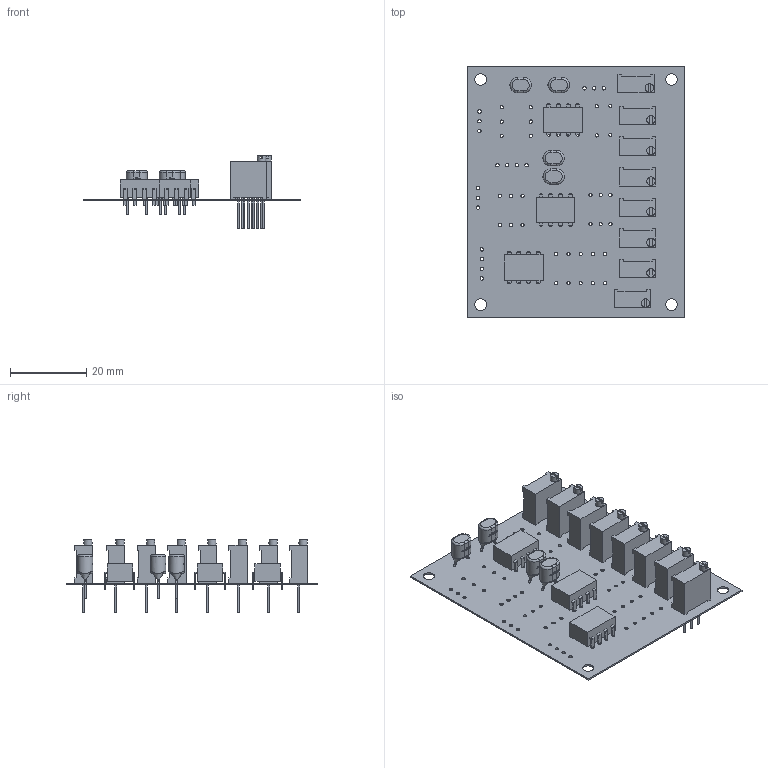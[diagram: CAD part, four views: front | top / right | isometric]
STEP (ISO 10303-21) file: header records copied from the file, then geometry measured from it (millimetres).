
FILE_DESCRIPTION(('Open CASCADE Model'),'2;1');
FILE_NAME('Open CASCADE Shape Model','2023-05-26T21:28:18',('Author'),( 'Open CASCADE'),'Open CASCADE STEP processor 7.5','Open CASCADE 7.5' ,'Unknown');
FILE_SCHEMA(('AUTOMOTIVE_DESIGN { 1 0 10303 214 1 1 1 1 }'));
Length unit declared in the file: millimetre
Products named in the file (31): PCB; Board; Open CASCADE STEP translator 7.5 1.1.1; C2; Cap_Murata_RCER71E106K3M1H03A_eec; Body; Leads; Logo; vr8; 5960370816; vr7; vr6; vr5; vr4; vr3; vr2; vr1; U3; 5952093920; Extruded; 5952094560; 5952105600; 5952106480; U2; U1; c4; c3; c1
Assembly tree (111 placements, depth 4):
  PCB
    Board
      Open CASCADE STEP translator 7.5 1.1.1
    C2
      Cap_Murata_RCER71E106K3M1H03A_eec
        Body
        Leads
        Logo
    vr8
      5960370816
    vr7
      5960370816
    vr6
      5960370816
    vr5
      5960370816
    vr4
      5960370816
    vr3
      5960370816
    vr2
      5960370816
    vr1
      5960370816
    U3
      5952093920
        Extruded
      5952094560  x8
        Extruded
      5952105600  x8
        Extruded
      5952106480  x8
        Extruded
    U2
      5952093920
        Extruded
      5952094560  x8
        Extruded
      5952105600  x8
        Extruded
      5952106480  x8
        Extruded
    U1
      5952093920
        Extruded
      5952094560  x8
        Extruded
      5952105600  x8
        Extruded
      5952106480  x8
        Extruded
    c4
      Cap_Murata_RCER71E106K3M1H03A_eec
        Body
        Leads
        Logo
    c3
      Cap_Murata_RCER71E106K3M1H03A_eec
        Body
        Leads
Bounding box: 57 x 66 x 19.27 mm (x, y, z)
Volume: 6173.9 mm3; surface area: 12974.9 mm2
Topology: 132 solids, 132 shells, 2789 faces, 7511 edges, 4990 vertices
Faces by surface type: plane 1428, bspline 1044, cylinder 277, torus 40
Full cylindrical faces by diameter (mm): 0.5 x16, 0.51 x24, 0.7 x8, 0.71 x24, 0.85 x32, 0.9 x41, 2.19 x8, 3 x4
Entity records: 29446 total; most frequent: CARTESIAN_POINT 11950, ORIENTED_EDGE 3750, DIRECTION 2881, EDGE_CURVE 1875, VERTEX_POINT 1247, AXIS2_PLACEMENT_3D 974, LINE 933, VECTOR 933
